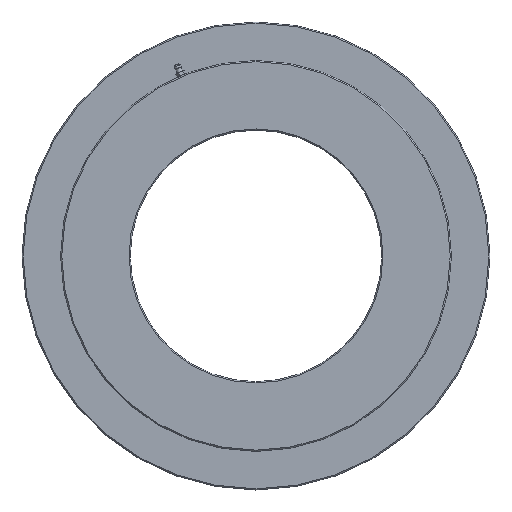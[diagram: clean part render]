
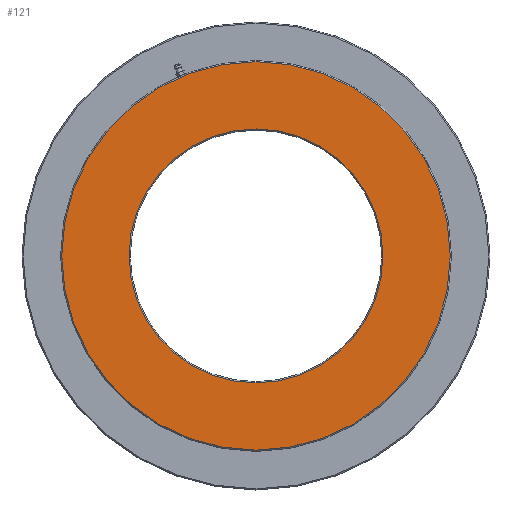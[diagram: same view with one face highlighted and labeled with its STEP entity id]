
A CAD part, top view. The second image highlights one B-rep face of the part: STEP entity #121.
In plain terms, the highlighted planar face has unit normal (0, 0, 1).
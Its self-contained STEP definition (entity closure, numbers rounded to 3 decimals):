
#28 = EDGE_CURVE ( 'NONE', #351, #351, #2023, .T. ) ;
#37 = CARTESIAN_POINT ( 'NONE',  ( 0., 0., 26. ) ) ;
#121 = ADVANCED_FACE ( 'NONE', ( #1344, #2162 ), #582, .F. ) ;
#153 = DIRECTION ( 'NONE',  ( -1., 0., 0. ) ) ;
#351 = VERTEX_POINT ( 'NONE', #1237 ) ;
#522 = EDGE_LOOP ( 'NONE', ( #1359 ) ) ;
#582 = PLANE ( 'NONE',  #2032 ) ;
#891 = DIRECTION ( 'NONE',  ( -1., 0., 0. ) ) ;
#925 = AXIS2_PLACEMENT_3D ( 'NONE', #1554, #1777, #891 ) ;
#940 = EDGE_CURVE ( 'NONE', #1343, #1343, #2053, .T. ) ;
#985 = DIRECTION ( 'NONE',  ( 0., 0., 1. ) ) ;
#999 = CARTESIAN_POINT ( 'NONE',  ( -108.5, 0., 26. ) ) ;
#1046 = AXIS2_PLACEMENT_3D ( 'NONE', #37, #985, #153 ) ;
#1129 = DIRECTION ( 'NONE',  ( 0., 0., -1. ) ) ;
#1237 = CARTESIAN_POINT ( 'NONE',  ( -166., 0., 26. ) ) ;
#1343 = VERTEX_POINT ( 'NONE', #999 ) ;
#1344 = FACE_OUTER_BOUND ( 'NONE', #522, .T. ) ;
#1359 = ORIENTED_EDGE ( 'NONE', *, *, #28, .T. ) ;
#1394 = EDGE_LOOP ( 'NONE', ( #2067 ) ) ;
#1499 = DIRECTION ( 'NONE',  ( -1., 0., 0. ) ) ;
#1554 = CARTESIAN_POINT ( 'NONE',  ( 0., 0., 26. ) ) ;
#1777 = DIRECTION ( 'NONE',  ( 0., 0., -1. ) ) ;
#1886 = CARTESIAN_POINT ( 'NONE',  ( -107.5, 0., 26. ) ) ;
#2023 = CIRCLE ( 'NONE', #1046, 166. ) ;
#2032 = AXIS2_PLACEMENT_3D ( 'NONE', #1886, #1129, #1499 ) ;
#2053 = CIRCLE ( 'NONE', #925, 108.5 ) ;
#2067 = ORIENTED_EDGE ( 'NONE', *, *, #940, .T. ) ;
#2162 = FACE_BOUND ( 'NONE', #1394, .T. ) ;
